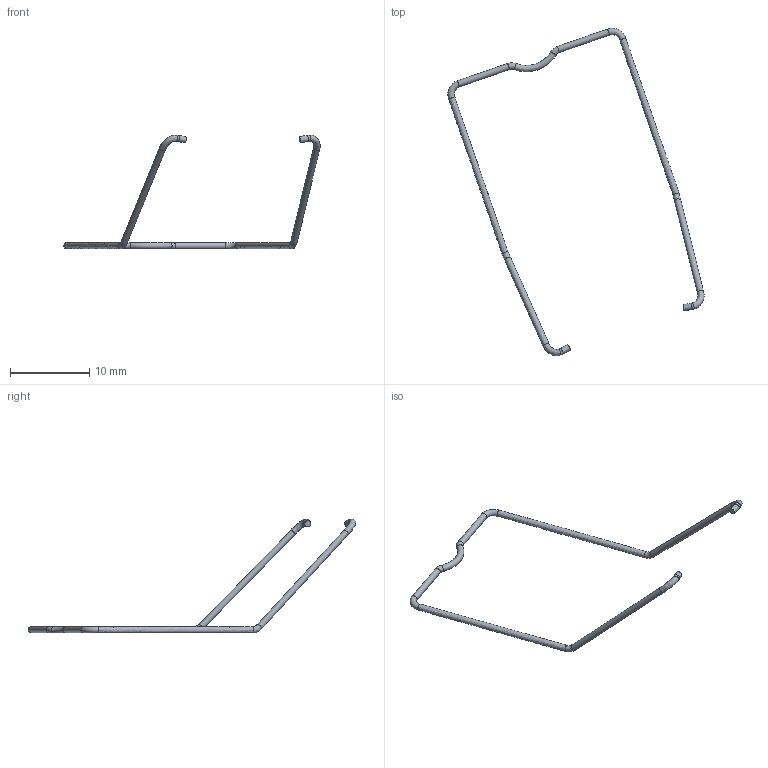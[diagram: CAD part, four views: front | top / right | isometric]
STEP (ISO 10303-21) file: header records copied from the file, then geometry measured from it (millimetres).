
FILE_DESCRIPTION(/* description */ (''),/* implementation_level */ '2;1');
FILE_NAME(/* name */ '18FF-H5.stp',/* time_stamp */ '2018-12-27T13:32:18+08:00',/* author */ (''),/* organization */ (''),/* preprocessor_version */ 'ST-DEVELOPER v15',/* originating_system */ 'SIEMENS PLM Software NX 8.5',/* authorisation */ '');
FILE_SCHEMA (('CONFIG_CONTROL_DESIGN'));
Length unit declared in the file: millimetre
Products named in the file (1): 18FF-H5
Bounding box: 32.42 x 41.44 x 14.42 mm (x, y, z)
Volume: 61.2 mm3; surface area: 277.4 mm2
Topology: 1 solids, 1 shells, 21 faces, 48 edges, 29 vertices
Faces by surface type: bspline 8, cylinder 6, torus 5, plane 2
Full cylindrical faces by diameter (mm): 0.8 x6
Entity records: 812 total; most frequent: CARTESIAN_POINT 416, DIRECTION 64, EDGE_LOOP 40, ORIENTED_EDGE 40, FACE_BOUND 38, AXIS2_PLACEMENT_3D 32, ADVANCED_FACE 21, VERTEX_POINT 20
